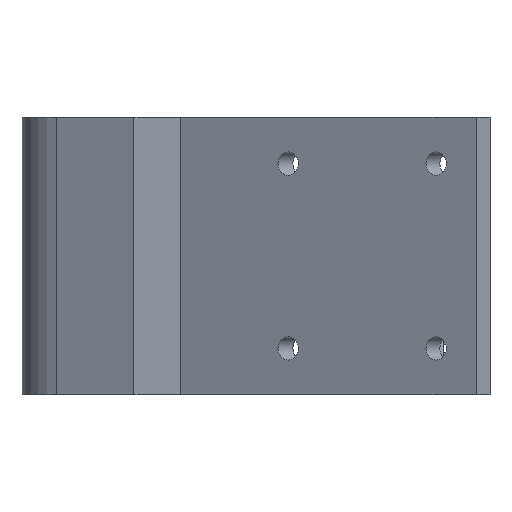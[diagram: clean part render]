
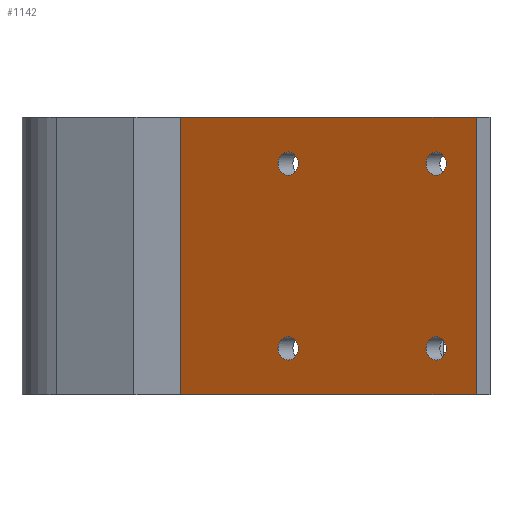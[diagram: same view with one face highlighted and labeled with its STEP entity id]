
A CAD part, left-side view. The second image highlights one B-rep face of the part: STEP entity #1142.
In plain terms, the highlighted planar face has unit normal (-0.866, 0.5, 0).
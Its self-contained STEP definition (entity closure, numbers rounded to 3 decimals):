
#42=FACE_BOUND('',#233,.T.);
#43=FACE_BOUND('',#234,.T.);
#44=FACE_BOUND('',#235,.T.);
#45=FACE_BOUND('',#236,.T.);
#69=PLANE('',#1265);
#158=FACE_OUTER_BOUND('',#232,.T.);
#232=EDGE_LOOP('',(#1050,#1051,#1052,#1053));
#233=EDGE_LOOP('',(#1054));
#234=EDGE_LOOP('',(#1055));
#235=EDGE_LOOP('',(#1056));
#236=EDGE_LOOP('',(#1057));
#308=LINE('',#1984,#404);
#335=LINE('',#2047,#431);
#336=LINE('',#2050,#432);
#337=LINE('',#2051,#433);
#404=VECTOR('',#1512,10.);
#431=VECTOR('',#1575,10.);
#432=VECTOR('',#1578,10.);
#433=VECTOR('',#1579,10.);
#443=CIRCLE('',#1175,2.55);
#445=CIRCLE('',#1178,2.55);
#447=CIRCLE('',#1181,2.55);
#449=CIRCLE('',#1184,2.55);
#500=VERTEX_POINT('',#1618);
#504=VERTEX_POINT('',#1654);
#508=VERTEX_POINT('',#1678);
#512=VERTEX_POINT('',#1714);
#579=VERTEX_POINT('',#1981);
#580=VERTEX_POINT('',#1983);
#598=VERTEX_POINT('',#2045);
#599=VERTEX_POINT('',#2049);
#614=EDGE_CURVE('',#500,#500,#443,.T.);
#619=EDGE_CURVE('',#504,#504,#445,.T.);
#624=EDGE_CURVE('',#508,#508,#447,.T.);
#629=EDGE_CURVE('',#512,#512,#449,.T.);
#728=EDGE_CURVE('',#580,#579,#308,.T.);
#760=EDGE_CURVE('',#579,#598,#335,.T.);
#761=EDGE_CURVE('',#599,#598,#336,.T.);
#762=EDGE_CURVE('',#580,#599,#337,.T.);
#1050=ORIENTED_EDGE('',*,*,#728,.T.);
#1051=ORIENTED_EDGE('',*,*,#760,.T.);
#1052=ORIENTED_EDGE('',*,*,#761,.F.);
#1053=ORIENTED_EDGE('',*,*,#762,.F.);
#1054=ORIENTED_EDGE('',*,*,#614,.T.);
#1055=ORIENTED_EDGE('',*,*,#619,.T.);
#1056=ORIENTED_EDGE('',*,*,#624,.T.);
#1057=ORIENTED_EDGE('',*,*,#629,.T.);
#1142=ADVANCED_FACE('',(#158,#42,#43,#44,#45),#69,.T.);
#1175=AXIS2_PLACEMENT_3D('',#1619,#1309,#1310);
#1178=AXIS2_PLACEMENT_3D('',#1655,#1316,#1317);
#1181=AXIS2_PLACEMENT_3D('',#1679,#1323,#1324);
#1184=AXIS2_PLACEMENT_3D('',#1715,#1330,#1331);
#1265=AXIS2_PLACEMENT_3D('',#2048,#1576,#1577);
#1309=DIRECTION('center_axis',(0.866,-0.5,0.));
#1310=DIRECTION('ref_axis',(-0.5,-0.866,0.));
#1316=DIRECTION('center_axis',(0.866,-0.5,0.));
#1317=DIRECTION('ref_axis',(-0.5,-0.866,0.));
#1323=DIRECTION('center_axis',(0.866,-0.5,0.));
#1324=DIRECTION('ref_axis',(-0.5,-0.866,0.));
#1330=DIRECTION('center_axis',(0.866,-0.5,0.));
#1331=DIRECTION('ref_axis',(-0.5,-0.866,0.));
#1512=DIRECTION('',(-0.5,-0.866,0.));
#1575=DIRECTION('',(0.,0.,1.));
#1576=DIRECTION('center_axis',(-0.866,0.5,0.));
#1577=DIRECTION('ref_axis',(-0.5,-0.866,0.));
#1578=DIRECTION('',(-0.5,-0.866,0.));
#1579=DIRECTION('',(0.,0.,1.));
#1618=CARTESIAN_POINT('',(-29.904,-29.323,10.));
#1619=CARTESIAN_POINT('Origin',(-31.179,-31.531,10.));
#1654=CARTESIAN_POINT('',(-48.404,-61.366,10.));
#1655=CARTESIAN_POINT('Origin',(-49.679,-63.574,10.));
#1678=CARTESIAN_POINT('',(-29.904,-29.323,50.));
#1679=CARTESIAN_POINT('Origin',(-31.179,-31.531,50.));
#1714=CARTESIAN_POINT('',(-48.404,-61.366,50.));
#1715=CARTESIAN_POINT('Origin',(-49.679,-63.574,50.));
#1981=CARTESIAN_POINT('',(-54.679,-72.235,0.));
#1983=CARTESIAN_POINT('',(-17.679,-8.149,0.));
#1984=CARTESIAN_POINT('',(-17.679,-8.149,0.));
#2045=CARTESIAN_POINT('',(-54.679,-72.235,60.));
#2047=CARTESIAN_POINT('',(-54.679,-72.235,0.));
#2048=CARTESIAN_POINT('Origin',(-17.679,-8.149,0.));
#2049=CARTESIAN_POINT('',(-17.679,-8.149,60.));
#2050=CARTESIAN_POINT('',(-17.679,-8.149,60.));
#2051=CARTESIAN_POINT('',(-17.679,-8.149,0.));
